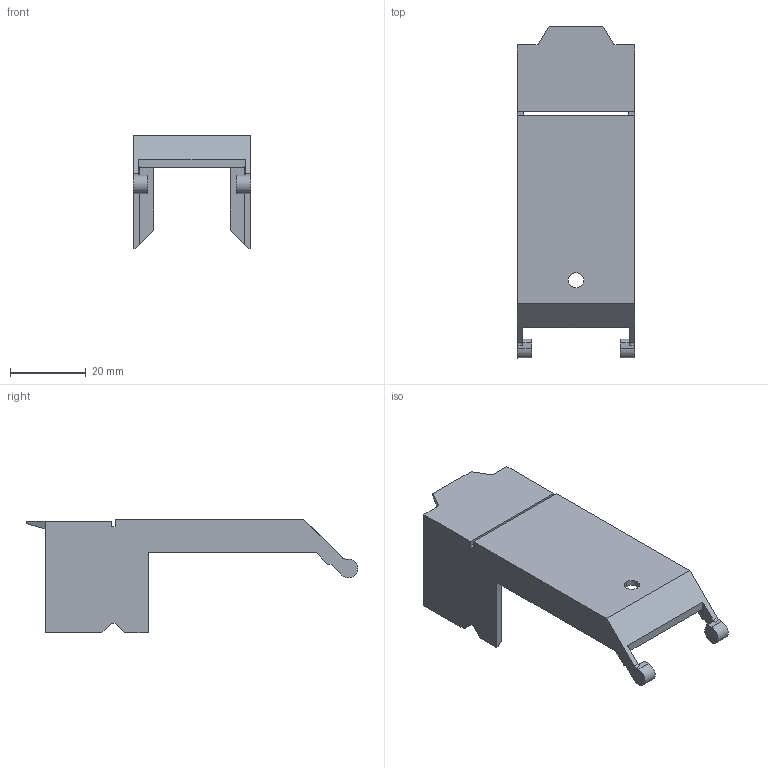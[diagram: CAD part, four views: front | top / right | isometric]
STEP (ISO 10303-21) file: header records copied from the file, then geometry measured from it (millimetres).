
FILE_DESCRIPTION(('CATIA V5 STEP Exchange','CAx-IF Rec.Pracs.--- Model Styling and Organization---1.4--- 2014-01-23'),'2;1');
FILE_NAME ('D1448073_0', '2020-04-24T07:21:45+00:00', ('none'), ('Weidmueller'), 'CATIA Version 5-6 Release 2016 SP3 HF44', 'CATIA V5 STEP AP214', 'none');
FILE_SCHEMA(('AUTOMOTIVE_DESIGN { 1 0 10303 214 1 1 1 1 }'));
Length unit declared in the file: millimetre
Products named in the file (1): 1064550000_WAH_70_HG
Bounding box: 31 x 87.47 x 29.9 mm (x, y, z)
Volume: 7286.1 mm3; surface area: 10589 mm2
Topology: 1 solids, 2 shells, 73 faces, 248 edges, 173 vertices
Faces by surface type: plane 57, cylinder 12, sphere 4
Entity records: 2591 total; most frequent: CARTESIAN_POINT 488, ORIENTED_EDGE 488, DIRECTION 350, EDGE_CURVE 244, VECTOR 203, LINE 203, VERTEX_POINT 173, AXIS2_PLACEMENT_3D 94
